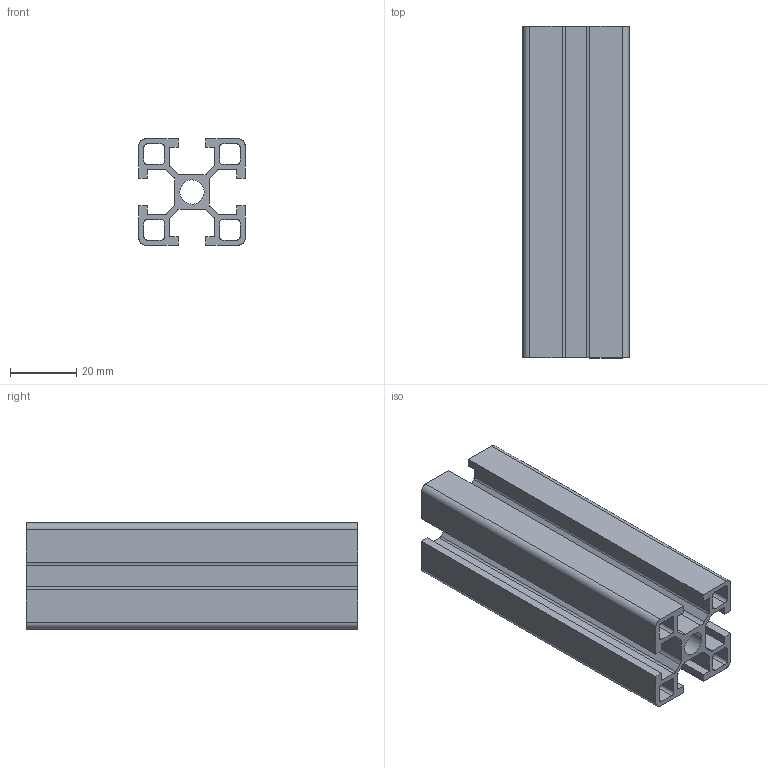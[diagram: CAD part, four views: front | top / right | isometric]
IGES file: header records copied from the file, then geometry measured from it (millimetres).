
Global section: file name: 103234; native system: Autodesk Inventor 2018; preprocessor: unknown; author: admin; organization: Hewlett-Packard Company; date: 20200106.143121; units: millimetre
Bounding box: 32 x 100 x 32 mm (x, y, z)
Volume: 32137 mm3; surface area: 36173.6 mm2
Topology: 1 solids, 1 shells, 99 faces, 293 edges, 196 vertices
Faces by surface type: bspline 99
